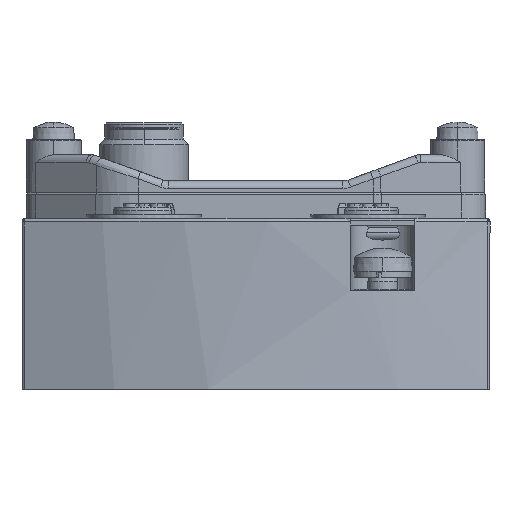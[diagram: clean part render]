
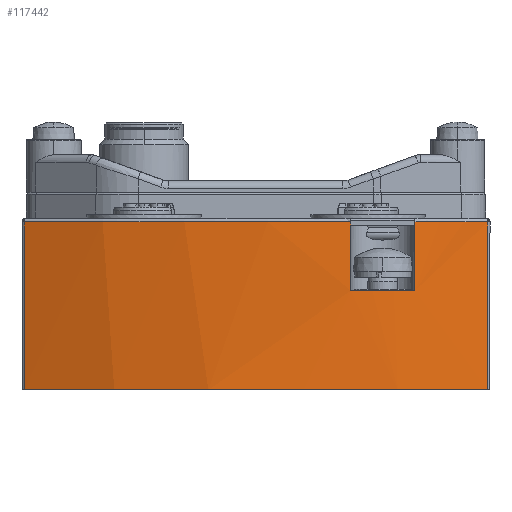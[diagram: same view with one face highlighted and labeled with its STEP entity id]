
A CAD part, front view. The second image highlights one B-rep face of the part: STEP entity #117442.
In plain terms, the highlighted cylindrical face has radius 76 mm (diameter 152 mm), a partial arc.
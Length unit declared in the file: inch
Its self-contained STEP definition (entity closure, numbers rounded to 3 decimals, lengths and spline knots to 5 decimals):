
#759 = ORIENTED_EDGE ( 'NONE', *, *, #90263, .T. ) ;
#824 = ORIENTED_EDGE ( 'NONE', *, *, #101404, .F. ) ;
#2535 = DIRECTION ( 'NONE',  ( -1., 0., 0. ) ) ;
#7221 = ORIENTED_EDGE ( 'NONE', *, *, #78681, .T. ) ;
#8428 = VECTOR ( 'NONE', #72798, 39.37008 ) ;
#8493 = DIRECTION ( 'NONE',  ( 0., 1., 0. ) ) ;
#10374 = CARTESIAN_POINT ( 'NONE',  ( 0.72261, 0.52362, -0.21911 ) ) ;
#11739 = DIRECTION ( 'NONE',  ( 0., -1., 0. ) ) ;
#13438 = VERTEX_POINT ( 'NONE', #41543 ) ;
#13808 = CARTESIAN_POINT ( 'NONE',  ( 0.72261, 0.44291, -0.21911 ) ) ;
#14693 = VECTOR ( 'NONE', #8493, 39.37008 ) ;
#16046 = AXIS2_PLACEMENT_3D ( 'NONE', #105702, #98697, #43216 ) ;
#18602 = DIRECTION ( 'NONE',  ( 0., 1., 0. ) ) ;
#19743 = CARTESIAN_POINT ( 'NONE',  ( 0.38403, 0.52362, -0.14127 ) ) ;
#20927 = ORIENTED_EDGE ( 'NONE', *, *, #77746, .T. ) ;
#21366 = AXIS2_PLACEMENT_3D ( 'NONE', #49821, #57213, #2535 ) ;
#21392 = CARTESIAN_POINT ( 'NONE',  ( 1.22261, 0.88583, 2.73094 ) ) ;
#21507 = EDGE_CURVE ( 'NONE', #31523, #42336, #107116, .T. ) ;
#22715 = CARTESIAN_POINT ( 'NONE',  ( 0., 0., 0. ) ) ;
#24734 = DIRECTION ( 'NONE',  ( 0., -1., 0. ) ) ;
#24833 = VECTOR ( 'NONE', #11739, 39.37008 ) ;
#25054 = CARTESIAN_POINT ( 'NONE',  ( 2.44522, 0., 0. ) ) ;
#26370 = CARTESIAN_POINT ( 'NONE',  ( 0., 0., 0. ) ) ;
#27454 = CYLINDRICAL_SURFACE ( 'NONE', #81985, 2.99213 ) ;
#28761 = LINE ( 'NONE', #92805, #14693 ) ;
#31481 = ORIENTED_EDGE ( 'NONE', *, *, #64560, .T. ) ;
#31523 = VERTEX_POINT ( 'NONE', #121052 ) ;
#31750 = AXIS2_PLACEMENT_3D ( 'NONE', #51794, #24734, #70365 ) ;
#38214 = CIRCLE ( 'NONE', #105218, 2.99213 ) ;
#41543 = CARTESIAN_POINT ( 'NONE',  ( 0.38403, 0.88583, -0.14127 ) ) ;
#41619 = DIRECTION ( 'NONE',  ( -1., 0., 0. ) ) ;
#42336 = VERTEX_POINT ( 'NONE', #26370 ) ;
#43216 = DIRECTION ( 'NONE',  ( -1., 0., 0. ) ) ;
#47540 = VERTEX_POINT ( 'NONE', #10374 ) ;
#49821 = CARTESIAN_POINT ( 'NONE',  ( 1.22261, 0.88583, 2.73094 ) ) ;
#51794 = CARTESIAN_POINT ( 'NONE',  ( 1.22261, 0.52362, 2.73094 ) ) ;
#54442 = CARTESIAN_POINT ( 'NONE',  ( 1.22261, 0., 2.73094 ) ) ;
#57213 = DIRECTION ( 'NONE',  ( 0., -1., 0. ) ) ;
#58243 = EDGE_CURVE ( 'NONE', #114464, #108711, #111853, .T. ) ;
#60473 = LINE ( 'NONE', #13808, #119773 ) ;
#63149 = CIRCLE ( 'NONE', #16046, 2.99213 ) ;
#64557 = CARTESIAN_POINT ( 'NONE',  ( 2.44522, 0.88583, 0. ) ) ;
#64560 = EDGE_CURVE ( 'NONE', #31523, #13438, #38214, .T. ) ;
#65055 = ORIENTED_EDGE ( 'NONE', *, *, #77873, .T. ) ;
#66206 = DIRECTION ( 'NONE',  ( -1., 0., 0. ) ) ;
#70365 = DIRECTION ( 'NONE',  ( -1., 0., 0. ) ) ;
#72798 = DIRECTION ( 'NONE',  ( 0., -1., 0. ) ) ;
#73984 = LINE ( 'NONE', #109808, #8428 ) ;
#77746 = EDGE_CURVE ( 'NONE', #93399, #47540, #108406, .T. ) ;
#77873 = EDGE_CURVE ( 'NONE', #112422, #42336, #63149, .T. ) ;
#78681 = EDGE_CURVE ( 'NONE', #13438, #93399, #73984, .T. ) ;
#81985 = AXIS2_PLACEMENT_3D ( 'NONE', #54442, #102554, #66206 ) ;
#85346 = FACE_OUTER_BOUND ( 'NONE', #111492, .T. ) ;
#89706 = ORIENTED_EDGE ( 'NONE', *, *, #58243, .T. ) ;
#90263 = EDGE_CURVE ( 'NONE', #47540, #114464, #60473, .T. ) ;
#92805 = CARTESIAN_POINT ( 'NONE',  ( 2.44522, 0., 0. ) ) ;
#93399 = VERTEX_POINT ( 'NONE', #19743 ) ;
#93408 = ORIENTED_EDGE ( 'NONE', *, *, #21507, .F. ) ;
#98697 = DIRECTION ( 'NONE',  ( 0., 1., 0. ) ) ;
#101404 = EDGE_CURVE ( 'NONE', #112422, #108711, #28761, .T. ) ;
#102554 = DIRECTION ( 'NONE',  ( 0., 1., 0. ) ) ;
#105218 = AXIS2_PLACEMENT_3D ( 'NONE', #21392, #107606, #41619 ) ;
#105702 = CARTESIAN_POINT ( 'NONE',  ( 1.22261, 0., 2.73094 ) ) ;
#107116 = LINE ( 'NONE', #22715, #24833 ) ;
#107606 = DIRECTION ( 'NONE',  ( 0., -1., 0. ) ) ;
#108406 = CIRCLE ( 'NONE', #31750, 2.99213 ) ;
#108711 = VERTEX_POINT ( 'NONE', #64557 ) ;
#109808 = CARTESIAN_POINT ( 'NONE',  ( 0.38403, 0.44291, -0.14127 ) ) ;
#111492 = EDGE_LOOP ( 'NONE', ( #31481, #7221, #20927, #759, #89706, #824, #65055, #93408 ) ) ;
#111853 = CIRCLE ( 'NONE', #21366, 2.99213 ) ;
#112422 = VERTEX_POINT ( 'NONE', #25054 ) ;
#114464 = VERTEX_POINT ( 'NONE', #115851 ) ;
#115851 = CARTESIAN_POINT ( 'NONE',  ( 0.72261, 0.88583, -0.21911 ) ) ;
#117442 = ADVANCED_FACE ( 'NONE', ( #85346 ), #27454, .T. ) ;
#119773 = VECTOR ( 'NONE', #18602, 39.37008 ) ;
#121052 = CARTESIAN_POINT ( 'NONE',  ( 0., 0.88583, 0. ) ) ;
